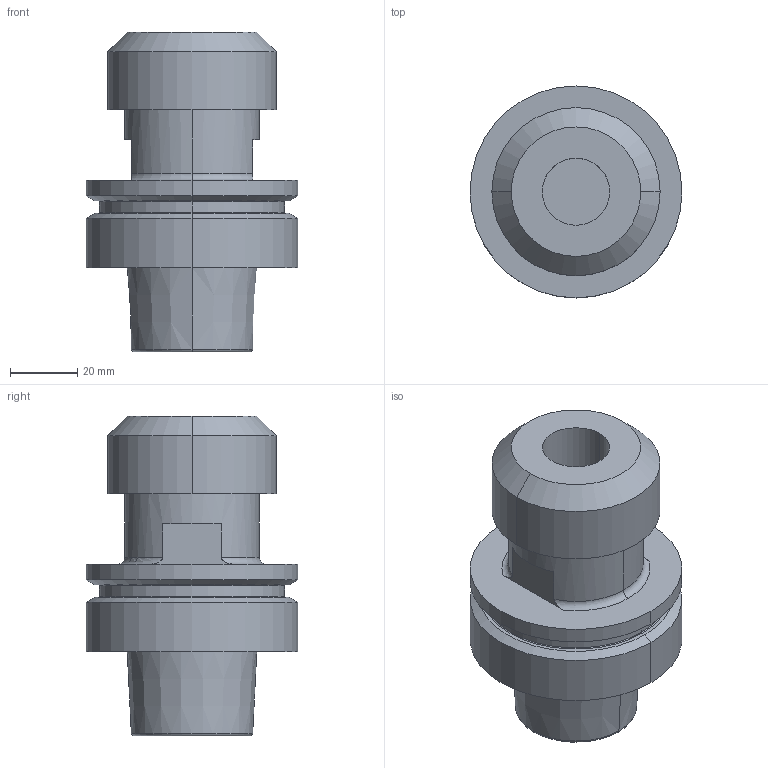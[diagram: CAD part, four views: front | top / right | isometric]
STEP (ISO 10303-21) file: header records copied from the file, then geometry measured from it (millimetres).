
FILE_DESCRIPTION (( 'STEP AP203' ), '1' );
FILE_NAME ('STP-SATE-30000.STEP', '2018-04-24T05:34:30', ( '' ), ( '' ), 'SwSTEP 2.0', 'SolidWorks 2015', '' );
FILE_SCHEMA (( 'CONFIG_CONTROL_DESIGN' ));
Length unit declared in the file: millimetre
Products named in the file (1): STP-SATE-30000
Bounding box: 63 x 63 x 95 mm (x, y, z)
Volume: 138486.5 mm3; surface area: 28164.4 mm2
Topology: 1 solids, 1 shells, 58 faces, 122 edges, 72 vertices
Faces by surface type: cylinder 20, cone 14, plane 13, torus 11
Entity records: 1675 total; most frequent: CARTESIAN_POINT 311, DIRECTION 308, ORIENTED_EDGE 240, AXIS2_PLACEMENT_3D 133, EDGE_CURVE 120, CIRCLE 74, VERTEX_POINT 72, EDGE_LOOP 66
